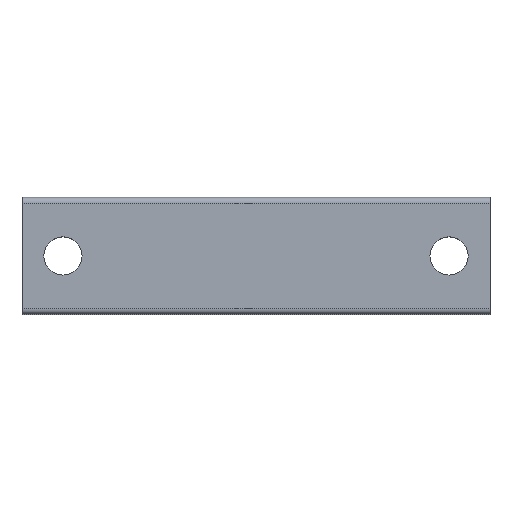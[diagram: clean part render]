
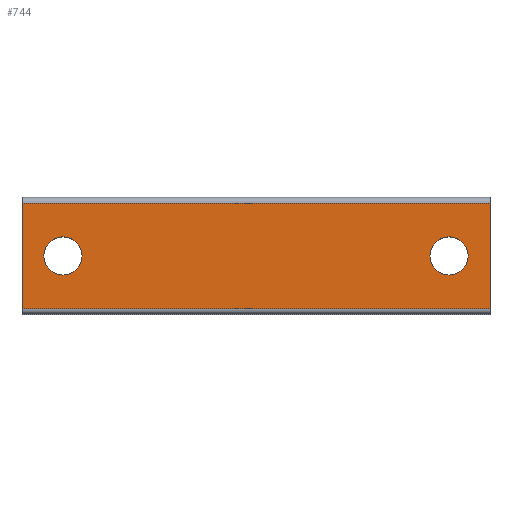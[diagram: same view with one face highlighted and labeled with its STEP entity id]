
A CAD part, top view. The second image highlights one B-rep face of the part: STEP entity #744.
In plain terms, the highlighted planar face has unit normal (0, 0, 1).
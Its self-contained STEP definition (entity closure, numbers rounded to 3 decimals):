
#44 = PLANE('',#45);
#45 = AXIS2_PLACEMENT_3D('',#46,#47,#48);
#46 = CARTESIAN_POINT('',(-20.,5.,0.));
#47 = DIRECTION('',(1.,0.,-0.));
#48 = DIRECTION('',(0.,-1.,0.));
#72 = CYLINDRICAL_SURFACE('',#73,0.5);
#73 = AXIS2_PLACEMENT_3D('',#74,#75,#76);
#74 = CARTESIAN_POINT('',(-20.,-4.5,1.5));
#75 = DIRECTION('',(1.,0.,0.));
#76 = DIRECTION('',(0.,-1.,-0.));
#100 = PLANE('',#101);
#101 = AXIS2_PLACEMENT_3D('',#102,#103,#104);
#102 = CARTESIAN_POINT('',(20.,-5.,0.));
#103 = DIRECTION('',(-1.,0.,0.));
#104 = DIRECTION('',(0.,1.,0.));
#172 = VERTEX_POINT('',#173);
#173 = CARTESIAN_POINT('',(-20.,4.5,2.));
#188 = CYLINDRICAL_SURFACE('',#189,0.5);
#189 = AXIS2_PLACEMENT_3D('',#190,#191,#192);
#190 = CARTESIAN_POINT('',(20.,4.5,1.5));
#191 = DIRECTION('',(-1.,0.,0.));
#192 = DIRECTION('',(0.,1.,-0.));
#200 = EDGE_CURVE('',#172,#201,#203,.T.);
#201 = VERTEX_POINT('',#202);
#202 = CARTESIAN_POINT('',(-20.,-4.5,2.));
#203 = SURFACE_CURVE('',#204,(#208,#215),.PCURVE_S1.);
#204 = LINE('',#205,#206);
#205 = CARTESIAN_POINT('',(-20.,5.,2.));
#206 = VECTOR('',#207,1.);
#207 = DIRECTION('',(0.,-1.,0.));
#208 = PCURVE('',#44,#209);
#209 = DEFINITIONAL_REPRESENTATION('',(#210),#214);
#210 = LINE('',#211,#212);
#211 = CARTESIAN_POINT('',(0.,-2.));
#212 = VECTOR('',#213,1.);
#213 = DIRECTION('',(1.,0.));
#214 = ( GEOMETRIC_REPRESENTATION_CONTEXT(2) 
PARAMETRIC_REPRESENTATION_CONTEXT() REPRESENTATION_CONTEXT('2D SPACE',''
  ) );
#215 = PCURVE('',#216,#221);
#216 = PLANE('',#217);
#217 = AXIS2_PLACEMENT_3D('',#218,#219,#220);
#218 = CARTESIAN_POINT('',(0.,0.,2.));
#219 = DIRECTION('',(0.,0.,1.));
#220 = DIRECTION('',(1.,0.,-0.));
#221 = DEFINITIONAL_REPRESENTATION('',(#222),#226);
#222 = LINE('',#223,#224);
#223 = CARTESIAN_POINT('',(-20.,5.));
#224 = VECTOR('',#225,1.);
#225 = DIRECTION('',(0.,-1.));
#226 = ( GEOMETRIC_REPRESENTATION_CONTEXT(2) 
PARAMETRIC_REPRESENTATION_CONTEXT() REPRESENTATION_CONTEXT('2D SPACE',''
  ) );
#396 = EDGE_CURVE('',#201,#397,#399,.T.);
#397 = VERTEX_POINT('',#398);
#398 = CARTESIAN_POINT('',(20.,-4.5,2.));
#399 = SURFACE_CURVE('',#400,(#404,#411),.PCURVE_S1.);
#400 = LINE('',#401,#402);
#401 = CARTESIAN_POINT('',(-20.,-4.5,2.));
#402 = VECTOR('',#403,1.);
#403 = DIRECTION('',(1.,0.,0.));
#404 = PCURVE('',#72,#405);
#405 = DEFINITIONAL_REPRESENTATION('',(#406),#410);
#406 = LINE('',#407,#408);
#407 = CARTESIAN_POINT('',(-1.571,0.));
#408 = VECTOR('',#409,1.);
#409 = DIRECTION('',(-0.,1.));
#410 = ( GEOMETRIC_REPRESENTATION_CONTEXT(2) 
PARAMETRIC_REPRESENTATION_CONTEXT() REPRESENTATION_CONTEXT('2D SPACE',''
  ) );
#411 = PCURVE('',#216,#412);
#412 = DEFINITIONAL_REPRESENTATION('',(#413),#417);
#413 = LINE('',#414,#415);
#414 = CARTESIAN_POINT('',(-20.,-4.5));
#415 = VECTOR('',#416,1.);
#416 = DIRECTION('',(1.,0.));
#417 = ( GEOMETRIC_REPRESENTATION_CONTEXT(2) 
PARAMETRIC_REPRESENTATION_CONTEXT() REPRESENTATION_CONTEXT('2D SPACE',''
  ) );
#447 = EDGE_CURVE('',#397,#448,#450,.T.);
#448 = VERTEX_POINT('',#449);
#449 = CARTESIAN_POINT('',(20.,4.5,2.));
#450 = SURFACE_CURVE('',#451,(#455,#462),.PCURVE_S1.);
#451 = LINE('',#452,#453);
#452 = CARTESIAN_POINT('',(20.,-5.,2.));
#453 = VECTOR('',#454,1.);
#454 = DIRECTION('',(0.,1.,0.));
#455 = PCURVE('',#100,#456);
#456 = DEFINITIONAL_REPRESENTATION('',(#457),#461);
#457 = LINE('',#458,#459);
#458 = CARTESIAN_POINT('',(0.,-2.));
#459 = VECTOR('',#460,1.);
#460 = DIRECTION('',(1.,0.));
#461 = ( GEOMETRIC_REPRESENTATION_CONTEXT(2) 
PARAMETRIC_REPRESENTATION_CONTEXT() REPRESENTATION_CONTEXT('2D SPACE',''
  ) );
#462 = PCURVE('',#216,#463);
#463 = DEFINITIONAL_REPRESENTATION('',(#464),#468);
#464 = LINE('',#465,#466);
#465 = CARTESIAN_POINT('',(20.,-5.));
#466 = VECTOR('',#467,1.);
#467 = DIRECTION('',(0.,1.));
#468 = ( GEOMETRIC_REPRESENTATION_CONTEXT(2) 
PARAMETRIC_REPRESENTATION_CONTEXT() REPRESENTATION_CONTEXT('2D SPACE',''
  ) );
#645 = EDGE_CURVE('',#448,#172,#646,.T.);
#646 = SURFACE_CURVE('',#647,(#651,#658),.PCURVE_S1.);
#647 = LINE('',#648,#649);
#648 = CARTESIAN_POINT('',(20.,4.5,2.));
#649 = VECTOR('',#650,1.);
#650 = DIRECTION('',(-1.,0.,0.));
#651 = PCURVE('',#188,#652);
#652 = DEFINITIONAL_REPRESENTATION('',(#653),#657);
#653 = LINE('',#654,#655);
#654 = CARTESIAN_POINT('',(-1.571,0.));
#655 = VECTOR('',#656,1.);
#656 = DIRECTION('',(-0.,1.));
#657 = ( GEOMETRIC_REPRESENTATION_CONTEXT(2) 
PARAMETRIC_REPRESENTATION_CONTEXT() REPRESENTATION_CONTEXT('2D SPACE',''
  ) );
#658 = PCURVE('',#216,#659);
#659 = DEFINITIONAL_REPRESENTATION('',(#660),#664);
#660 = LINE('',#661,#662);
#661 = CARTESIAN_POINT('',(20.,4.5));
#662 = VECTOR('',#663,1.);
#663 = DIRECTION('',(-1.,0.));
#664 = ( GEOMETRIC_REPRESENTATION_CONTEXT(2) 
PARAMETRIC_REPRESENTATION_CONTEXT() REPRESENTATION_CONTEXT('2D SPACE',''
  ) );
#698 = CYLINDRICAL_SURFACE('',#699,1.632);
#699 = AXIS2_PLACEMENT_3D('',#700,#701,#702);
#700 = CARTESIAN_POINT('',(-16.5,0.,2.));
#701 = DIRECTION('',(0.,0.,-1.));
#702 = DIRECTION('',(-1.,0.,0.));
#733 = CYLINDRICAL_SURFACE('',#734,1.632);
#734 = AXIS2_PLACEMENT_3D('',#735,#736,#737);
#735 = CARTESIAN_POINT('',(16.5,0.,2.));
#736 = DIRECTION('',(0.,0.,-1.));
#737 = DIRECTION('',(-1.,0.,0.));
#744 = ADVANCED_FACE('',(#745,#751,#781),#216,.T.);
#745 = FACE_BOUND('',#746,.T.);
#746 = EDGE_LOOP('',(#747,#748,#749,#750));
#747 = ORIENTED_EDGE('',*,*,#447,.T.);
#748 = ORIENTED_EDGE('',*,*,#645,.T.);
#749 = ORIENTED_EDGE('',*,*,#200,.T.);
#750 = ORIENTED_EDGE('',*,*,#396,.T.);
#751 = FACE_BOUND('',#752,.T.);
#752 = EDGE_LOOP('',(#753));
#753 = ORIENTED_EDGE('',*,*,#754,.T.);
#754 = EDGE_CURVE('',#755,#755,#757,.T.);
#755 = VERTEX_POINT('',#756);
#756 = CARTESIAN_POINT('',(-18.132,0.,2.));
#757 = SURFACE_CURVE('',#758,(#763,#774),.PCURVE_S1.);
#758 = CIRCLE('',#759,1.632);
#759 = AXIS2_PLACEMENT_3D('',#760,#761,#762);
#760 = CARTESIAN_POINT('',(-16.5,0.,2.));
#761 = DIRECTION('',(0.,0.,-1.));
#762 = DIRECTION('',(-1.,0.,0.));
#763 = PCURVE('',#216,#764);
#764 = DEFINITIONAL_REPRESENTATION('',(#765),#773);
#765 = ( BOUNDED_CURVE() B_SPLINE_CURVE(2,(#766,#767,#768,#769,#770,#771
,#772),.UNSPECIFIED.,.T.,.F.) B_SPLINE_CURVE_WITH_KNOTS((1,2,2,2,2,1),(
    -2.094,0.,2.094,4.189,6.283,
8.378),.UNSPECIFIED.) CURVE() GEOMETRIC_REPRESENTATION_ITEM() 
RATIONAL_B_SPLINE_CURVE((1.,0.5,1.,0.5,1.,0.5,1.)) REPRESENTATION_ITEM(
  '') );
#766 = CARTESIAN_POINT('',(-18.132,0.));
#767 = CARTESIAN_POINT('',(-18.132,2.827));
#768 = CARTESIAN_POINT('',(-15.684,1.413));
#769 = CARTESIAN_POINT('',(-13.236,0.));
#770 = CARTESIAN_POINT('',(-15.684,-1.413));
#771 = CARTESIAN_POINT('',(-18.132,-2.827));
#772 = CARTESIAN_POINT('',(-18.132,0.));
#773 = ( GEOMETRIC_REPRESENTATION_CONTEXT(2) 
PARAMETRIC_REPRESENTATION_CONTEXT() REPRESENTATION_CONTEXT('2D SPACE',''
  ) );
#774 = PCURVE('',#698,#775);
#775 = DEFINITIONAL_REPRESENTATION('',(#776),#780);
#776 = LINE('',#777,#778);
#777 = CARTESIAN_POINT('',(0.,0.));
#778 = VECTOR('',#779,1.);
#779 = DIRECTION('',(1.,0.));
#780 = ( GEOMETRIC_REPRESENTATION_CONTEXT(2) 
PARAMETRIC_REPRESENTATION_CONTEXT() REPRESENTATION_CONTEXT('2D SPACE',''
  ) );
#781 = FACE_BOUND('',#782,.T.);
#782 = EDGE_LOOP('',(#783));
#783 = ORIENTED_EDGE('',*,*,#784,.T.);
#784 = EDGE_CURVE('',#785,#785,#787,.T.);
#785 = VERTEX_POINT('',#786);
#786 = CARTESIAN_POINT('',(14.868,0.,2.));
#787 = SURFACE_CURVE('',#788,(#793,#804),.PCURVE_S1.);
#788 = CIRCLE('',#789,1.632);
#789 = AXIS2_PLACEMENT_3D('',#790,#791,#792);
#790 = CARTESIAN_POINT('',(16.5,0.,2.));
#791 = DIRECTION('',(0.,0.,-1.));
#792 = DIRECTION('',(-1.,0.,0.));
#793 = PCURVE('',#216,#794);
#794 = DEFINITIONAL_REPRESENTATION('',(#795),#803);
#795 = ( BOUNDED_CURVE() B_SPLINE_CURVE(2,(#796,#797,#798,#799,#800,#801
,#802),.UNSPECIFIED.,.T.,.F.) B_SPLINE_CURVE_WITH_KNOTS((1,2,2,2,2,1),(
    -2.094,0.,2.094,4.189,6.283,
8.378),.UNSPECIFIED.) CURVE() GEOMETRIC_REPRESENTATION_ITEM() 
RATIONAL_B_SPLINE_CURVE((1.,0.5,1.,0.5,1.,0.5,1.)) REPRESENTATION_ITEM(
  '') );
#796 = CARTESIAN_POINT('',(14.868,0.));
#797 = CARTESIAN_POINT('',(14.868,2.827));
#798 = CARTESIAN_POINT('',(17.316,1.413));
#799 = CARTESIAN_POINT('',(19.764,0.));
#800 = CARTESIAN_POINT('',(17.316,-1.413));
#801 = CARTESIAN_POINT('',(14.868,-2.827));
#802 = CARTESIAN_POINT('',(14.868,0.));
#803 = ( GEOMETRIC_REPRESENTATION_CONTEXT(2) 
PARAMETRIC_REPRESENTATION_CONTEXT() REPRESENTATION_CONTEXT('2D SPACE',''
  ) );
#804 = PCURVE('',#733,#805);
#805 = DEFINITIONAL_REPRESENTATION('',(#806),#810);
#806 = LINE('',#807,#808);
#807 = CARTESIAN_POINT('',(0.,0.));
#808 = VECTOR('',#809,1.);
#809 = DIRECTION('',(1.,0.));
#810 = ( GEOMETRIC_REPRESENTATION_CONTEXT(2) 
PARAMETRIC_REPRESENTATION_CONTEXT() REPRESENTATION_CONTEXT('2D SPACE',''
  ) );
